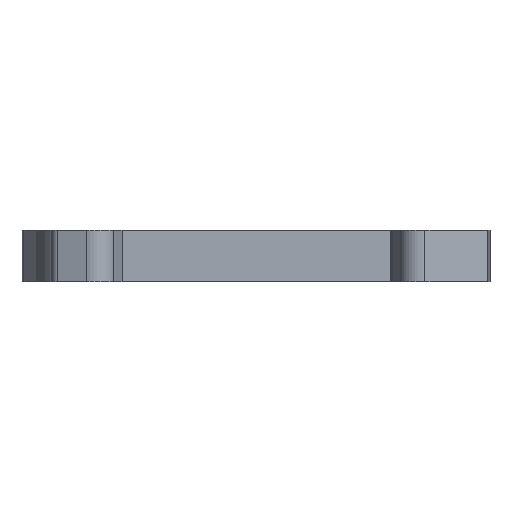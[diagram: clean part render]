
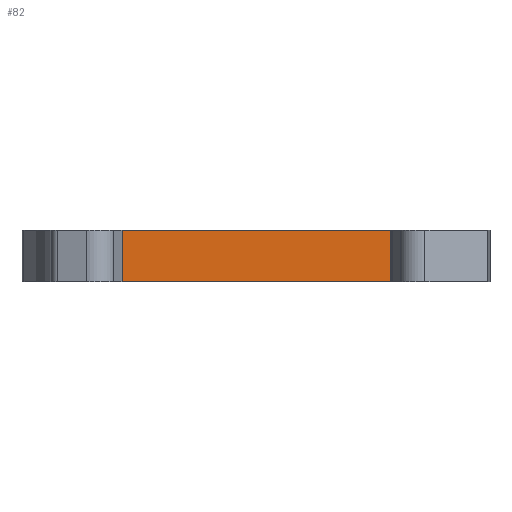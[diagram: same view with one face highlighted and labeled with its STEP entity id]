
A CAD part, front view. The second image highlights one B-rep face of the part: STEP entity #82.
In plain terms, the highlighted planar face has unit normal (0, -1, 0).
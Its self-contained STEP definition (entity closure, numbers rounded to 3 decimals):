
#82 = ADVANCED_FACE( 'NONE', ( #209 ), #210, .F. );
#209 = FACE_OUTER_BOUND( '', #378, .T. );
#210 = PLANE( '', #379 );
#378 = EDGE_LOOP( '', ( #551, #552, #553, #554 ) );
#379 = AXIS2_PLACEMENT_3D( '', #555, #556, #557 );
#551 = ORIENTED_EDGE( '', *, *, #1073, .F. );
#552 = ORIENTED_EDGE( '', *, *, #1074, .T. );
#553 = ORIENTED_EDGE( '', *, *, #1075, .F. );
#554 = ORIENTED_EDGE( '', *, *, #1076, .F. );
#555 = CARTESIAN_POINT( '', ( -16.2, 0., -6. ) );
#556 = DIRECTION( '', ( 0., 1., 0. ) );
#557 = DIRECTION( '', ( 1., 0., 0. ) );
#1073 = EDGE_CURVE( 'NONE', #1291, #1292, #1293, .T. );
#1074 = EDGE_CURVE( 'NONE', #1291, #1294, #1295, .T. );
#1075 = EDGE_CURVE( 'NONE', #1296, #1294, #1297, .F. );
#1076 = EDGE_CURVE( 'NONE', #1292, #1296, #1298, .F. );
#1291 = VERTEX_POINT( 'NONE', #1611 );
#1292 = VERTEX_POINT( 'NONE', #1612 );
#1293 = LINE( '', #1613, #1614 );
#1294 = VERTEX_POINT( 'NONE', #1615 );
#1295 = LINE( '', #1616, #1617 );
#1296 = VERTEX_POINT( 'NONE', #1618 );
#1297 = LINE( '', #1619, #1620 );
#1298 = LINE( '', #1621, #1622 );
#1611 = CARTESIAN_POINT( '', ( 15.846, 0., 0. ) );
#1612 = CARTESIAN_POINT( '', ( 15.846, 0., -6. ) );
#1613 = CARTESIAN_POINT( '', ( 15.846, 0., -6. ) );
#1614 = VECTOR( '', #2028, 1000. );
#1615 = CARTESIAN_POINT( '', ( -16.2, 0., 0. ) );
#1616 = CARTESIAN_POINT( '', ( -16.2, 0., 0. ) );
#1617 = VECTOR( '', #2029, 1000. );
#1618 = CARTESIAN_POINT( '', ( -16.2, 0., -6. ) );
#1619 = CARTESIAN_POINT( '', ( -16.2, 0., -6. ) );
#1620 = VECTOR( '', #2030, 1000. );
#1621 = CARTESIAN_POINT( '', ( 27.83, 0., -6. ) );
#1622 = VECTOR( '', #2031, 1000. );
#2028 = DIRECTION( '', ( 0., 0., -1. ) );
#2029 = DIRECTION( '', ( -1., 0., 0. ) );
#2030 = DIRECTION( '', ( 0., 0., -1. ) );
#2031 = DIRECTION( '', ( 1., 0., 0. ) );
